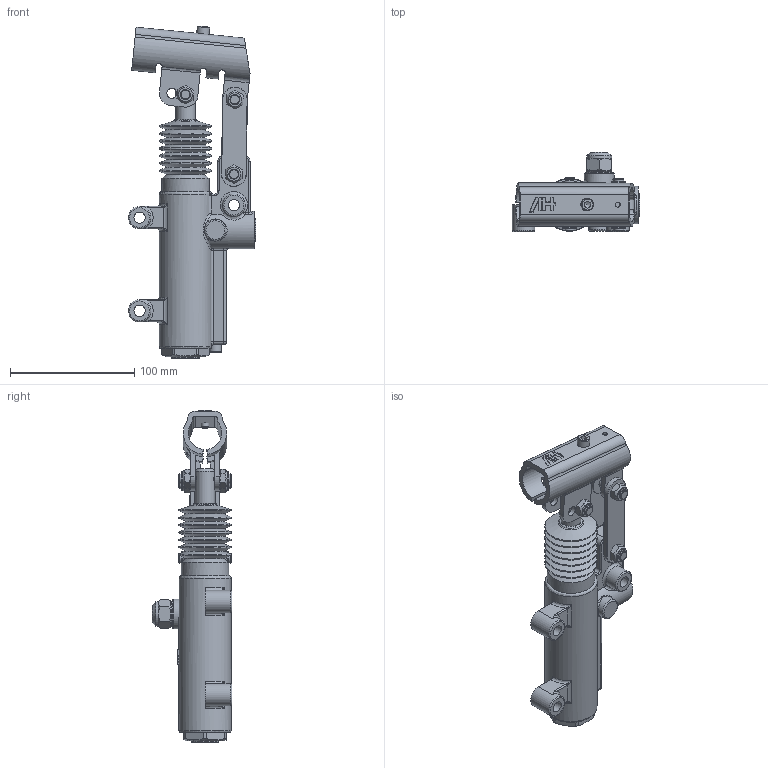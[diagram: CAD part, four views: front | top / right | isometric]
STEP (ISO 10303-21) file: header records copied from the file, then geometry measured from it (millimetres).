
FILE_DESCRIPTION((''),'2;1');
FILE_NAME('PMP 20 byB-e-s (HV) STEP.stp','2014-08-05T13:52:42',('Christian'),(''),'Autodesk Inventor 2013','Autodesk Inventor 2013','');
FILE_SCHEMA(('AUTOMOTIVE_DESIGN { 1 0 10303 214 1 1 1 1 }'));
Length unit declared in the file: millimetre
Products named in the file (1): 6074.0063.10.50 Derivazione 2
Bounding box: 102.5 x 64 x 267.26 mm (x, y, z)
Volume: 1685.3 mm3; surface area: 119014 mm2
Topology: 10 solids, 14 shells, 1212 faces, 3065 edges, 1931 vertices
Faces by surface type: plane 564, cylinder 225, bspline 197, cone 116, torus 101, sphere 9
Full cylindrical faces by diameter (mm): 4 x2, 5 x1, 6 x1, 8 x17, 9 x3, 10 x3, 10.5 x1, 11.05 x6, 13.5 x1, 14.95 x2, 15.5 x1, 16 x1, 16.6 x1, 17 x2, 17.5 x1, 18 x5, 18.631 x1, 19.5 x1, 20 x2, 22 x1, 22.5 x1, 23 x1, 24 x1, 25 x1, 28.5 x2, 30 x1, 33 x2, 38.004 x1, 40 x1
Entity records: 38856 total; most frequent: CARTESIAN_POINT 10888, ORIENTED_EDGE 5642, DIRECTION 4950, EDGE_CURVE 2821, VERTEX_POINT 1875, AXIS2_PLACEMENT_3D 1714, VECTOR 1522, LINE 1522
